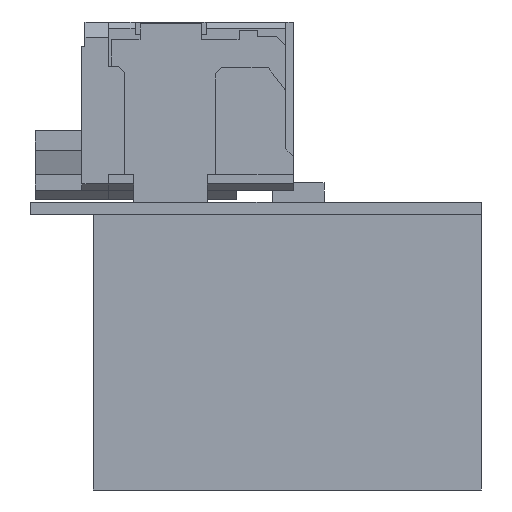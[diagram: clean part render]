
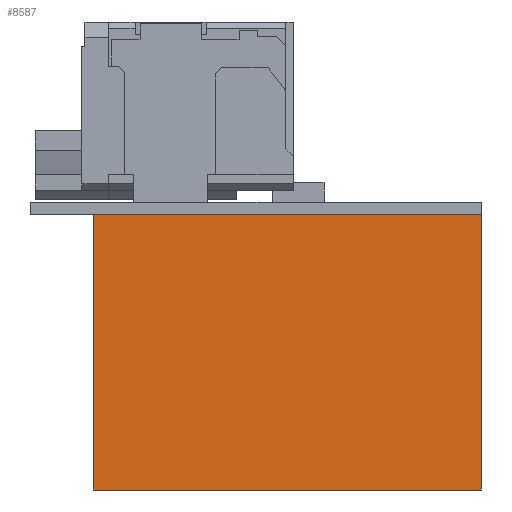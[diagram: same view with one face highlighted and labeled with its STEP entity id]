
A CAD part, front view. The second image highlights one B-rep face of the part: STEP entity #8587.
In plain terms, the highlighted planar face has unit normal (0, -1, 0).
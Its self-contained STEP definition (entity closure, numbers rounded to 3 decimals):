
#8489 = EDGE_CURVE('',#8490,#8492,#8494,.T.);
#8490 = VERTEX_POINT('',#8491);
#8491 = CARTESIAN_POINT('',(6.35,-13.45,0.));
#8492 = VERTEX_POINT('',#8493);
#8493 = CARTESIAN_POINT('',(6.35,-13.45,9.));
#8494 = LINE('',#8495,#8496);
#8495 = CARTESIAN_POINT('',(6.35,-13.45,0.));
#8496 = VECTOR('',#8497,1.);
#8497 = DIRECTION('',(0.,0.,1.));
#8562 = VERTEX_POINT('',#8563);
#8563 = CARTESIAN_POINT('',(-6.35,-13.45,9.));
#8569 = EDGE_CURVE('',#8570,#8562,#8572,.T.);
#8570 = VERTEX_POINT('',#8571);
#8571 = CARTESIAN_POINT('',(-6.35,-13.45,0.));
#8572 = LINE('',#8573,#8574);
#8573 = CARTESIAN_POINT('',(-6.35,-13.45,0.));
#8574 = VECTOR('',#8575,1.);
#8575 = DIRECTION('',(0.,0.,1.));
#8587 = ADVANCED_FACE('',(#8588),#8604,.F.);
#8588 = FACE_BOUND('',#8589,.F.);
#8589 = EDGE_LOOP('',(#8590,#8591,#8597,#8598));
#8590 = ORIENTED_EDGE('',*,*,#8569,.T.);
#8591 = ORIENTED_EDGE('',*,*,#8592,.T.);
#8592 = EDGE_CURVE('',#8562,#8492,#8593,.T.);
#8593 = LINE('',#8594,#8595);
#8594 = CARTESIAN_POINT('',(-6.35,-13.45,9.));
#8595 = VECTOR('',#8596,1.);
#8596 = DIRECTION('',(1.,0.,0.));
#8597 = ORIENTED_EDGE('',*,*,#8489,.F.);
#8598 = ORIENTED_EDGE('',*,*,#8599,.F.);
#8599 = EDGE_CURVE('',#8570,#8490,#8600,.T.);
#8600 = LINE('',#8601,#8602);
#8601 = CARTESIAN_POINT('',(-6.35,-13.45,0.));
#8602 = VECTOR('',#8603,1.);
#8603 = DIRECTION('',(1.,0.,0.));
#8604 = PLANE('',#8605);
#8605 = AXIS2_PLACEMENT_3D('',#8606,#8607,#8608);
#8606 = CARTESIAN_POINT('',(-6.35,-13.45,0.));
#8607 = DIRECTION('',(0.,1.,0.));
#8608 = DIRECTION('',(1.,0.,0.));
